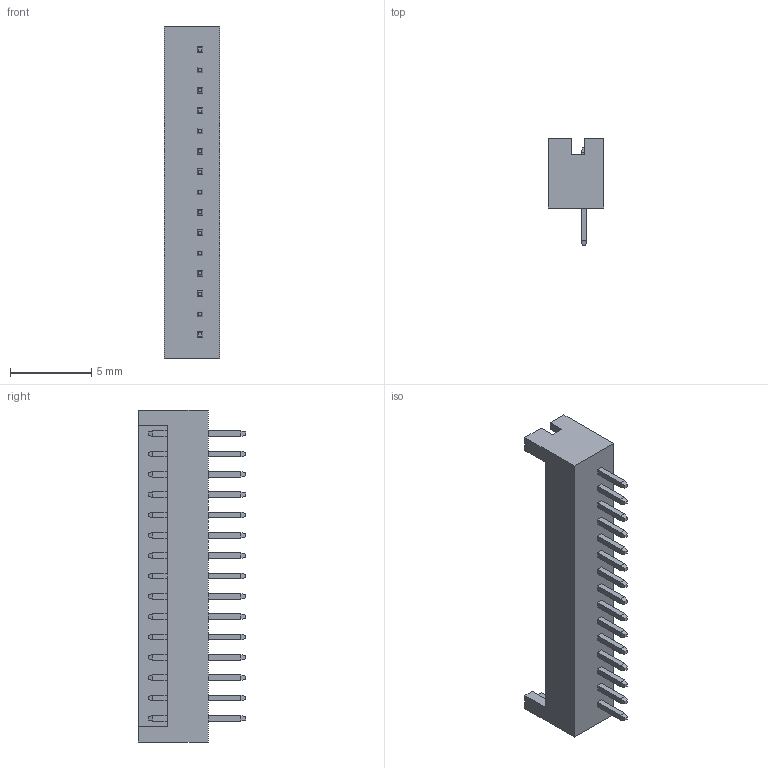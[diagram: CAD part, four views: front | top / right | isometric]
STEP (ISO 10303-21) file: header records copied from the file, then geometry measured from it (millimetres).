
FILE_DESCRIPTION(('OneSpaceDesigner STEP Export'),'2;1');
FILE_NAME('DF13-15P-1.25DSA.stp','2007-03-23T 9:49:30',(''),(''),'OneSpace Designer STEP processor (Jan. 2003) for AP214(CD)(Solid Model)','OneSpace Designer 12.00 10-Sep-2003 (C) CoCreate Software GmbH','');
FILE_SCHEMA(('AUTOMOTIVE_DESIGN_CC2 {1 2 10303 214 -1 1 5 1}'));
Length unit declared in the file: millimetre
Products named in the file (2): DF13-15P-1.25DSA
Assembly tree (1 placements, depth 2):
  DF13-15P-1.25DSA
    DF13-15P-1.25DSA
Bounding box: 3.4 x 6.6 x 20.4 mm (x, y, z)
Volume: 147.3 mm3; surface area: 502.4 mm2
Topology: 1 solids, 1 shells, 292 faces, 660 edges, 400 vertices
Faces by surface type: plane 292
Entity records: 7329 total; most frequent: ORIENTED_EDGE 1320, CARTESIAN_POINT 1234, DIRECTION 1068, EDGE_CURVE 660, VECTOR 600, LINE 600, VERTEX_POINT 400, EDGE_LOOP 322
